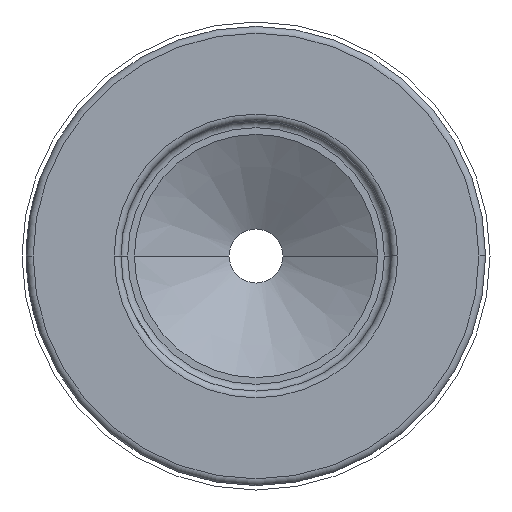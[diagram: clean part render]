
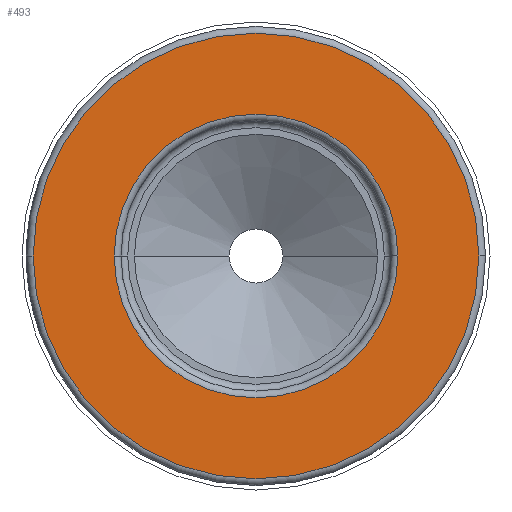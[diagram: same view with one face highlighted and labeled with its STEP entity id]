
A CAD part, front view. The second image highlights one B-rep face of the part: STEP entity #493.
In plain terms, the highlighted planar face has unit normal (0, -1, 0).
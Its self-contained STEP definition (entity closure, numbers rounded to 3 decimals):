
#182=CARTESIAN_POINT('',(0.,-100.,0.));
#183=DIRECTION('',(0.,1.,0.));
#184=DIRECTION('',(-1.,0.,0.));
#185=AXIS2_PLACEMENT_3D('',#182,#183,#184);
#197=CARTESIAN_POINT('',(0.,-100.,0.));
#198=DIRECTION('',(0.,1.,0.));
#199=DIRECTION('',(1.,0.,0.));
#200=AXIS2_PLACEMENT_3D('',#197,#198,#199);
#335=CARTESIAN_POINT('',(0.,-100.,0.));
#336=DIRECTION('',(0.,1.,0.));
#337=DIRECTION('',(-1.,0.,0.));
#338=AXIS2_PLACEMENT_3D('',#335,#336,#337);
#350=CARTESIAN_POINT('',(0.,-100.,0.));
#351=DIRECTION('',(0.,1.,0.));
#352=DIRECTION('',(1.,0.,0.));
#353=AXIS2_PLACEMENT_3D('',#350,#351,#352);
#422=CARTESIAN_POINT('',(-10.5,-100.,0.));
#423=CARTESIAN_POINT('',(10.5,-100.,0.));
#424=VERTEX_POINT('',#422);
#425=VERTEX_POINT('',#423);
#464=CARTESIAN_POINT('',(-16.5,-100.,0.));
#465=CARTESIAN_POINT('',(16.5,-100.,0.));
#466=VERTEX_POINT('',#464);
#467=VERTEX_POINT('',#465);
#476=CARTESIAN_POINT('',(0.,-100.,0.));
#477=DIRECTION('',(0.,-1.,0.));
#478=DIRECTION('',(-1.,0.,0.));
#479=AXIS2_PLACEMENT_3D('',#476,#477,#478);
#480=PLANE('',#479);
#482=ORIENTED_EDGE('',*,*,#481,.T.);
#484=ORIENTED_EDGE('',*,*,#483,.T.);
#485=EDGE_LOOP('',(#482,#484));
#486=FACE_OUTER_BOUND('',#485,.F.);
#488=ORIENTED_EDGE('',*,*,#487,.F.);
#490=ORIENTED_EDGE('',*,*,#489,.F.);
#491=EDGE_LOOP('',(#488,#490));
#492=FACE_BOUND('',#491,.F.);
#493=ADVANCED_FACE('',(#486,#492),#480,.T.);
#186=CIRCLE('',#185,10.5);
#201=CIRCLE('',#200,10.5);
#339=CIRCLE('',#338,16.5);
#354=CIRCLE('',#353,16.5);
#481=EDGE_CURVE('',#466,#467,#339,.T.);
#483=EDGE_CURVE('',#467,#466,#354,.T.);
#487=EDGE_CURVE('',#424,#425,#186,.T.);
#489=EDGE_CURVE('',#425,#424,#201,.T.);
